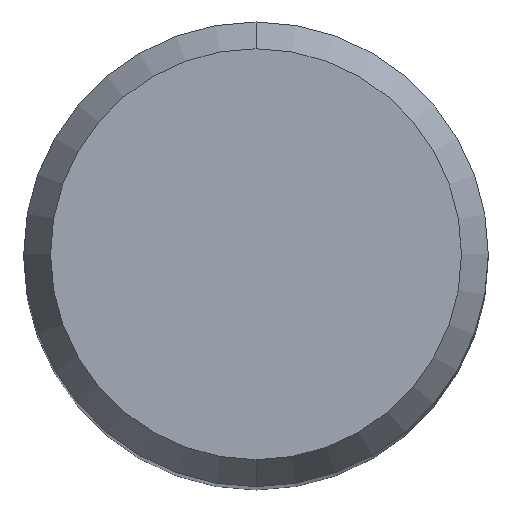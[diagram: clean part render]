
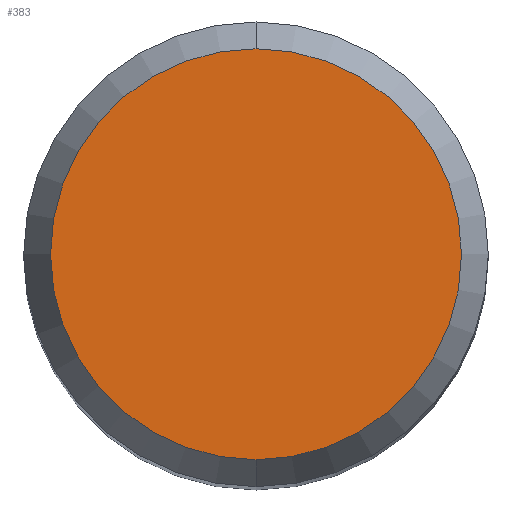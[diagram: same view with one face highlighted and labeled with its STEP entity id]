
A CAD part, top view. The second image highlights one B-rep face of the part: STEP entity #383.
In plain terms, the highlighted planar face has unit normal (0, 0, 1).
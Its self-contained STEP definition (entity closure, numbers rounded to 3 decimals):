
#227=EDGE_CURVE('',#265,#429,#522,.T.);
#265=VERTEX_POINT('',#565);
#267=EDGE_CURVE('',#429,#265,#567,.T.);
#383=ADVANCED_FACE('',(#697),#698,.T.);
#429=VERTEX_POINT('',#748);
#522=CIRCLE('',#947,3.538);
#565=CARTESIAN_POINT('',(0.,-3.538,0.0));
#567=CIRCLE('',#1000,3.538);
#697=FACE_OUTER_BOUND('',#1262,.T.);
#698=PLANE('',#1263);
#748=CARTESIAN_POINT('',(0.0,3.538,0.0));
#947=AXIS2_PLACEMENT_3D('',#1440,#1441,#1442);
#1000=AXIS2_PLACEMENT_3D('',#1517,#1518,#1519);
#1262=EDGE_LOOP('',(#1673,#1674));
#1263=AXIS2_PLACEMENT_3D('',#1675,#1676,#1677);
#1440=CARTESIAN_POINT('',(0.0,0.0,0.0));
#1441=DIRECTION('',(0.0,0.0,-1.0));
#1442=DIRECTION('',(0.0,1.0,0.0));
#1517=CARTESIAN_POINT('',(0.0,0.0,0.0));
#1518=DIRECTION('',(0.0,0.0,-1.0));
#1519=DIRECTION('',(0.0,1.0,0.0));
#1673=ORIENTED_EDGE('',*,*,#267,.F.);
#1674=ORIENTED_EDGE('',*,*,#227,.F.);
#1675=CARTESIAN_POINT('',(0.0,1.769,0.0));
#1676=DIRECTION('',(-0.0,0.0,1.0));
#1677=DIRECTION('',(0.0,-1.0,0.0));
